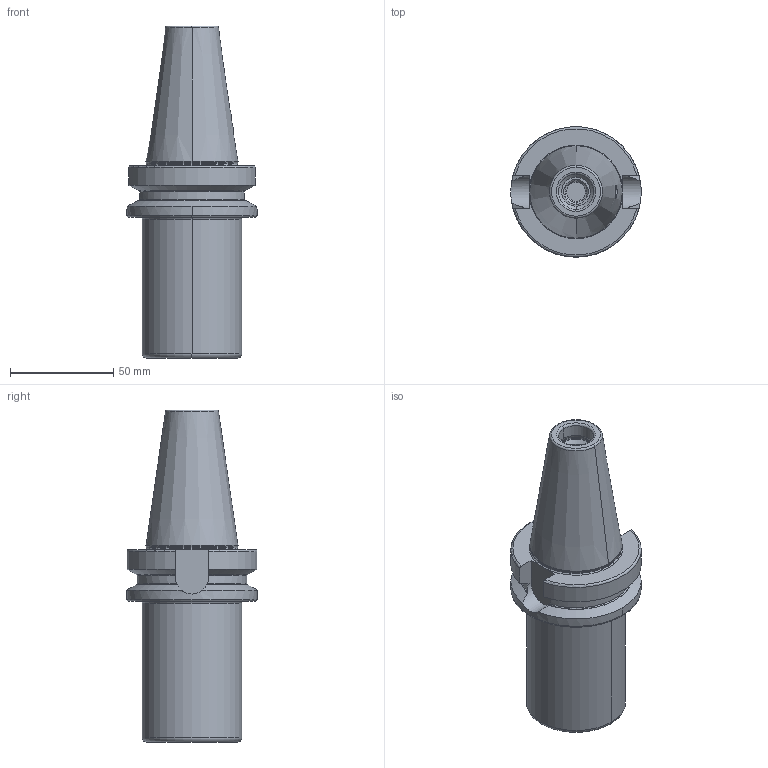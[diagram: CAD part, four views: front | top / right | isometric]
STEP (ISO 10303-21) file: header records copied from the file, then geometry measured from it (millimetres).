
FILE_DESCRIPTION((''),'2;1');
FILE_NAME('405_08_04','2020-07-28T',('101107'),(''),'CREO PARAMETRIC BY PTC INC, 2016260','CREO PARAMETRIC BY PTC INC, 2016260','');
FILE_SCHEMA(('CONFIG_CONTROL_DESIGN'));
Length unit declared in the file: millimetre
Products named in the file (1): 405_08_04
Bounding box: 63 x 63 x 160.4 mm (x, y, z)
Volume: 184897.5 mm3; surface area: 45367.7 mm2
Topology: 1 solids, 1 shells, 149 faces, 360 edges, 222 vertices
Faces by surface type: plane 49, cylinder 37, cone 35, torus 28
Entity records: 4704 total; most frequent: CARTESIAN_POINT 1162, DIRECTION 764, ORIENTED_EDGE 720, EDGE_CURVE 360, AXIS2_PLACEMENT_3D 316, VERTEX_POINT 222, CIRCLE 164, EDGE_LOOP 162
